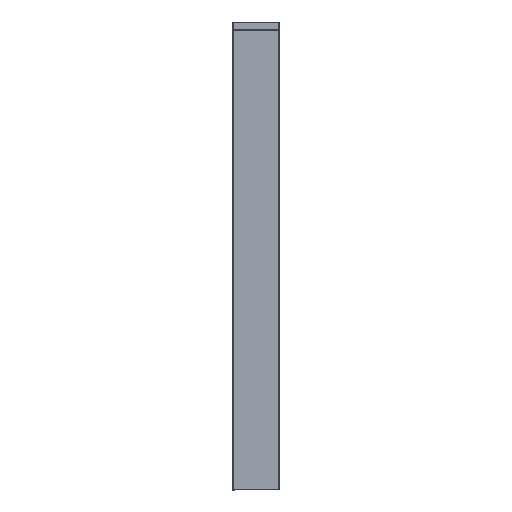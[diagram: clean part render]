
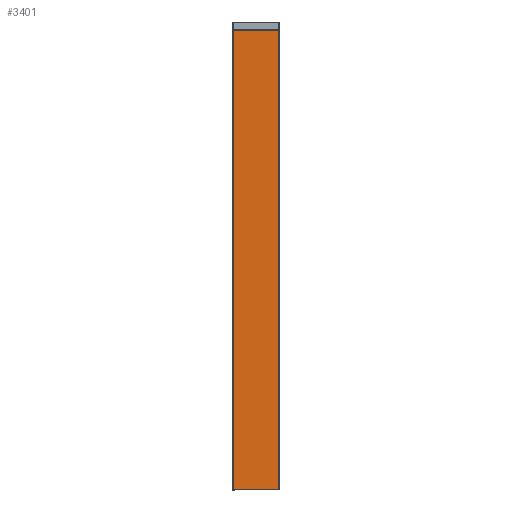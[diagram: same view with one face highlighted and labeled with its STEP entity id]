
A CAD part, front view. The second image highlights one B-rep face of the part: STEP entity #3401.
In plain terms, the highlighted planar face has unit normal (0, -1, 0).
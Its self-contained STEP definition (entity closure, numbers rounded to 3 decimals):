
#187=DIRECTION('',(0.,0.,-1.));
#188=VECTOR('',#187,2995.555);
#189=CARTESIAN_POINT('',(148.,0.,2995.555));
#190=LINE('',#189,#188);
#213=DIRECTION('',(-1.,0.,0.));
#214=VECTOR('',#213,296.);
#215=CARTESIAN_POINT('',(148.,0.,0.));
#216=LINE('',#215,#214);
#948=DIRECTION('',(1.,0.,0.));
#949=VECTOR('',#948,296.);
#950=CARTESIAN_POINT('',(-148.,0.,2995.555));
#951=LINE('',#950,#949);
#952=DIRECTION('',(0.,0.,1.));
#953=VECTOR('',#952,2995.555);
#954=CARTESIAN_POINT('',(-148.,0.,0.));
#955=LINE('',#954,#953);
#1143=CARTESIAN_POINT('',(148.,0.,0.));
#1145=VERTEX_POINT('',#1143);
#1156=CARTESIAN_POINT('',(-148.,0.,0.));
#1158=VERTEX_POINT('',#1156);
#1234=CARTESIAN_POINT('',(-148.,0.,2995.555));
#1236=VERTEX_POINT('',#1234);
#1260=CARTESIAN_POINT('',(148.,0.,2995.555));
#1261=VERTEX_POINT('',#1260);
#3389=CARTESIAN_POINT('',(0.,0.,3050.));
#3390=DIRECTION('',(0.,1.,0.));
#3391=DIRECTION('',(-1.,0.,0.));
#3392=AXIS2_PLACEMENT_3D('',#3389,#3390,#3391);
#3393=PLANE('',#3392);
#3394=ORIENTED_EDGE('',*,*,#1727,.T.);
#3395=ORIENTED_EDGE('',*,*,#1758,.T.);
#3397=ORIENTED_EDGE('',*,*,#3396,.T.);
#3398=ORIENTED_EDGE('',*,*,#3382,.T.);
#3399=EDGE_LOOP('',(#3394,#3395,#3397,#3398));
#3400=FACE_OUTER_BOUND('',#3399,.F.);
#3401=ADVANCED_FACE('',(#3400),#3393,.F.);
#1727=EDGE_CURVE('',#1261,#1145,#190,.T.);
#1758=EDGE_CURVE('',#1145,#1158,#216,.T.);
#3382=EDGE_CURVE('',#1236,#1261,#951,.T.);
#3396=EDGE_CURVE('',#1158,#1236,#955,.T.);
